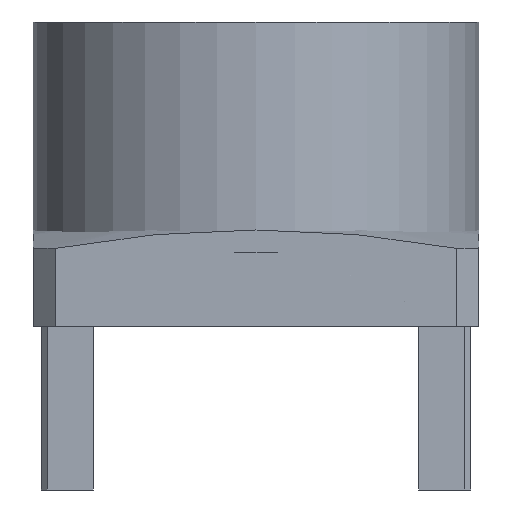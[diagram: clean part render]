
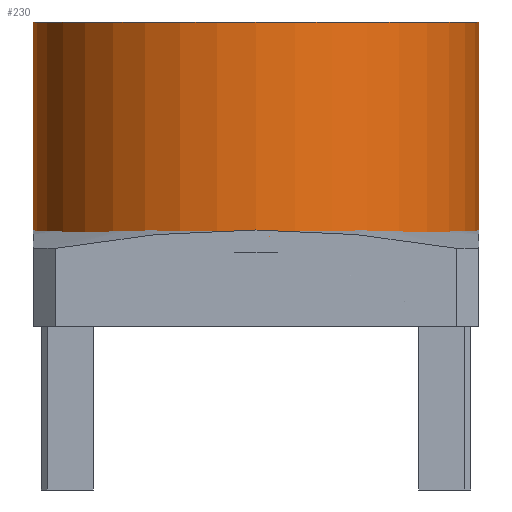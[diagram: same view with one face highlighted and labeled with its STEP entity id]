
A CAD part, front view. The second image highlights one B-rep face of the part: STEP entity #230.
In plain terms, the highlighted cylindrical face has radius 3 mm (diameter 6 mm), a partial arc.
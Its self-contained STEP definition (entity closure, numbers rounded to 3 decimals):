
#189=CARTESIAN_POINT('',(0.0,0.0,1.0));
#190=DIRECTION('',(0.0,0.0,1.0));
#191=DIRECTION('',(1.0,0.0,0.0));
#192=AXIS2_PLACEMENT_3D('',#189,#190,#191);
#193=CYLINDRICAL_SURFACE('',#192,3.0);
#194=CARTESIAN_POINT('',(3.0,0.0,4.1));
#195=VERTEX_POINT('',#194);
#196=CARTESIAN_POINT('',(3.0,0.0,1.0));
#197=VERTEX_POINT('',#196);
#198=CARTESIAN_POINT('',(3.0,0.0,4.1));
#199=DIRECTION('',(0.0,0.0,-1.0));
#200=VECTOR('',#199,3.1);
#201=LINE('',#198,#200);
#202=EDGE_CURVE('',#195,#197,#201,.T.);
#203=ORIENTED_EDGE('',*,*,#202,.F.);
#204=CARTESIAN_POINT('',(-3.0,0.,4.1));
#205=VERTEX_POINT('',#204);
#206=CARTESIAN_POINT('',(0.0,0.0,4.1));
#207=DIRECTION('',(0.0,0.0,-1.0));
#208=DIRECTION('',(1.0,0.0,0.0));
#209=AXIS2_PLACEMENT_3D('',#206,#207,#208);
#210=CIRCLE('',#209,3.0);
#211=EDGE_CURVE('',#195,#205,#210,.T.);
#212=ORIENTED_EDGE('',*,*,#211,.T.);
#213=CARTESIAN_POINT('',(-3.0,0.,1.0));
#214=VERTEX_POINT('',#213);
#215=CARTESIAN_POINT('',(-3.0,0.,4.1));
#216=DIRECTION('',(0.0,0.0,-1.0));
#217=VECTOR('',#216,3.1);
#218=LINE('',#215,#217);
#219=EDGE_CURVE('',#205,#214,#218,.T.);
#220=ORIENTED_EDGE('',*,*,#219,.T.);
#221=CARTESIAN_POINT('',(0.0,0.0,1.0));
#222=DIRECTION('',(0.0,0.0,1.0));
#223=DIRECTION('',(1.0,0.0,0.0));
#224=AXIS2_PLACEMENT_3D('',#221,#222,#223);
#225=CIRCLE('',#224,3.0);
#226=EDGE_CURVE('',#214,#197,#225,.T.);
#227=ORIENTED_EDGE('',*,*,#226,.T.);
#228=EDGE_LOOP('',(#203,#212,#220,#227));
#229=FACE_OUTER_BOUND('',#228,.T.);
#230=ADVANCED_FACE('',(#229),#193,.T.);
